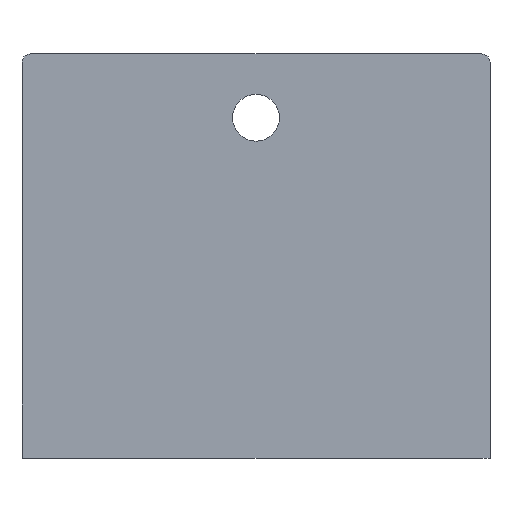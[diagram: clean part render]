
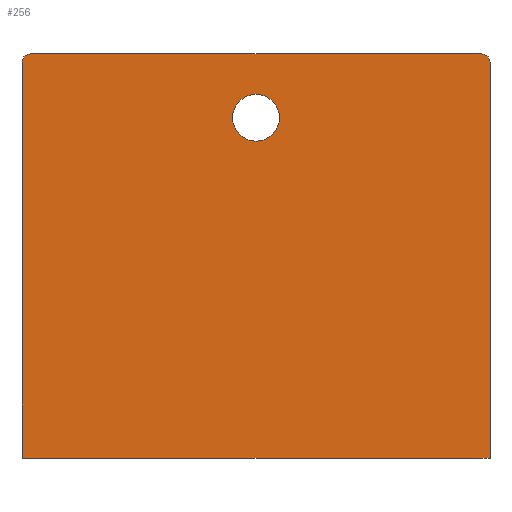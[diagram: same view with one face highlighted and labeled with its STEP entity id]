
A CAD part, left-side view. The second image highlights one B-rep face of the part: STEP entity #256.
In plain terms, the highlighted planar face has unit normal (-1, 0, 0).
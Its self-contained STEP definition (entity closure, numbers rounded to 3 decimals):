
#41 = AXIS2_PLACEMENT_3D ( 'NONE', #2129, #1953, #1633 ) ;
#133 = DIRECTION ( 'NONE',  ( 0., 0., -1. ) ) ;
#171 = EDGE_CURVE ( 'NONE', #829, #466, #2072, .T. ) ;
#183 = AXIS2_PLACEMENT_3D ( 'NONE', #928, #1621, #1811 ) ;
#239 = PLANE ( 'NONE',  #183 ) ;
#242 = CARTESIAN_POINT ( 'NONE',  ( 0., 110., 0. ) ) ;
#249 = LINE ( 'NONE', #738, #1534 ) ;
#256 = ADVANCED_FACE ( 'NONE', ( #431, #1120 ), #239, .F. ) ;
#288 = ORIENTED_EDGE ( 'NONE', *, *, #1592, .F. ) ;
#361 = DIRECTION ( 'NONE',  ( 0., 0., -1. ) ) ;
#381 = DIRECTION ( 'NONE',  ( 0., -1., 0. ) ) ;
#390 = CARTESIAN_POINT ( 'NONE',  ( 0., 110., 93. ) ) ;
#423 = ORIENTED_EDGE ( 'NONE', *, *, #791, .T. ) ;
#431 = FACE_BOUND ( 'NONE', #1674, .T. ) ;
#455 = CARTESIAN_POINT ( 'NONE',  ( 0., 55., 74.5 ) ) ;
#466 = VERTEX_POINT ( 'NONE', #390 ) ;
#486 = EDGE_CURVE ( 'NONE', #937, #684, #1735, .T. ) ;
#494 = EDGE_CURVE ( 'NONE', #684, #937, #767, .T. ) ;
#516 = DIRECTION ( 'NONE',  ( 0., 0., 1. ) ) ;
#631 = CARTESIAN_POINT ( 'NONE',  ( 0., 2., 93. ) ) ;
#666 = CARTESIAN_POINT ( 'NONE',  ( 0., 2., 95. ) ) ;
#684 = VERTEX_POINT ( 'NONE', #1197 ) ;
#738 = CARTESIAN_POINT ( 'NONE',  ( 0., 110., 95. ) ) ;
#764 = CARTESIAN_POINT ( 'NONE',  ( 0., 108., 93. ) ) ;
#767 = CIRCLE ( 'NONE', #2033, 5.5 ) ;
#791 = EDGE_CURVE ( 'NONE', #829, #2027, #1944, .T. ) ;
#804 = VECTOR ( 'NONE', #381, 1000. ) ;
#813 = CARTESIAN_POINT ( 'NONE',  ( 0., 0., 95. ) ) ;
#829 = VERTEX_POINT ( 'NONE', #242 ) ;
#877 = AXIS2_PLACEMENT_3D ( 'NONE', #764, #1259, #1052 ) ;
#890 = EDGE_CURVE ( 'NONE', #2027, #1808, #1344, .T. ) ;
#902 = CARTESIAN_POINT ( 'NONE',  ( 0., 110., 0. ) ) ;
#928 = CARTESIAN_POINT ( 'NONE',  ( 0., 110., 95. ) ) ;
#937 = VERTEX_POINT ( 'NONE', #455 ) ;
#970 = CARTESIAN_POINT ( 'NONE',  ( 0., 108., 95. ) ) ;
#1004 = ORIENTED_EDGE ( 'NONE', *, *, #1641, .T. ) ;
#1052 = DIRECTION ( 'NONE',  ( 0., 0., -1. ) ) ;
#1064 = CARTESIAN_POINT ( 'NONE',  ( 0., 0., 0. ) ) ;
#1120 = FACE_OUTER_BOUND ( 'NONE', #1453, .T. ) ;
#1197 = CARTESIAN_POINT ( 'NONE',  ( 0., 55., 85.5 ) ) ;
#1215 = CARTESIAN_POINT ( 'NONE',  ( 0., 110., 95. ) ) ;
#1250 = CARTESIAN_POINT ( 'NONE',  ( 0., 55., 80. ) ) ;
#1259 = DIRECTION ( 'NONE',  ( -1., 0., 0. ) ) ;
#1339 = CARTESIAN_POINT ( 'NONE',  ( 0., 0., 93. ) ) ;
#1344 = LINE ( 'NONE', #813, #1603 ) ;
#1349 = ORIENTED_EDGE ( 'NONE', *, *, #890, .T. ) ;
#1434 = DIRECTION ( 'NONE',  ( 0., -1., 0. ) ) ;
#1453 = EDGE_LOOP ( 'NONE', ( #1349, #1004, #288, #1454, #2143, #423 ) ) ;
#1454 = ORIENTED_EDGE ( 'NONE', *, *, #1513, .T. ) ;
#1513 = EDGE_CURVE ( 'NONE', #1767, #466, #1928, .T. ) ;
#1534 = VECTOR ( 'NONE', #1434, 1000. ) ;
#1592 = EDGE_CURVE ( 'NONE', #1767, #1903, #249, .T. ) ;
#1603 = VECTOR ( 'NONE', #1668, 1000. ) ;
#1609 = CIRCLE ( 'NONE', #2105, 2. ) ;
#1621 = DIRECTION ( 'NONE',  ( 1., 0., 0. ) ) ;
#1633 = DIRECTION ( 'NONE',  ( 0., 0., -1. ) ) ;
#1641 = EDGE_CURVE ( 'NONE', #1808, #1903, #1609, .T. ) ;
#1668 = DIRECTION ( 'NONE',  ( 0., 0., 1. ) ) ;
#1674 = EDGE_LOOP ( 'NONE', ( #1694, #2179 ) ) ;
#1694 = ORIENTED_EDGE ( 'NONE', *, *, #486, .T. ) ;
#1735 = CIRCLE ( 'NONE', #41, 5.5 ) ;
#1748 = DIRECTION ( 'NONE',  ( 1., 0., 0. ) ) ;
#1767 = VERTEX_POINT ( 'NONE', #970 ) ;
#1808 = VERTEX_POINT ( 'NONE', #1339 ) ;
#1811 = DIRECTION ( 'NONE',  ( 0., 0., -1. ) ) ;
#1903 = VERTEX_POINT ( 'NONE', #666 ) ;
#1928 = CIRCLE ( 'NONE', #877, 2. ) ;
#1944 = LINE ( 'NONE', #902, #804 ) ;
#1953 = DIRECTION ( 'NONE',  ( 1., 0., 0. ) ) ;
#2027 = VERTEX_POINT ( 'NONE', #1064 ) ;
#2033 = AXIS2_PLACEMENT_3D ( 'NONE', #1250, #1748, #361 ) ;
#2063 = VECTOR ( 'NONE', #516, 1000. ) ;
#2072 = LINE ( 'NONE', #1215, #2063 ) ;
#2105 = AXIS2_PLACEMENT_3D ( 'NONE', #631, #2158, #133 ) ;
#2129 = CARTESIAN_POINT ( 'NONE',  ( 0., 55., 80. ) ) ;
#2143 = ORIENTED_EDGE ( 'NONE', *, *, #171, .F. ) ;
#2158 = DIRECTION ( 'NONE',  ( -1., 0., 0. ) ) ;
#2179 = ORIENTED_EDGE ( 'NONE', *, *, #494, .T. ) ;
